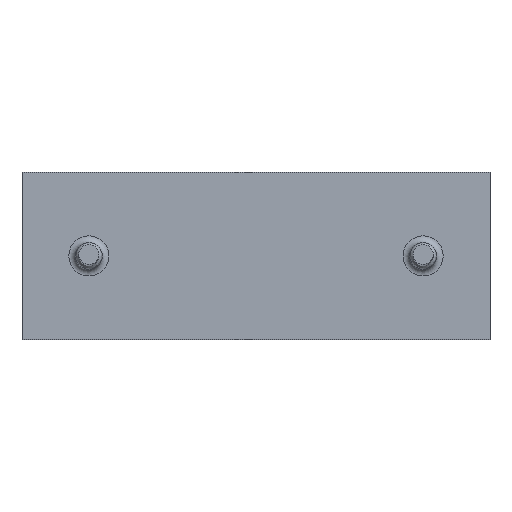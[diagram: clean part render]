
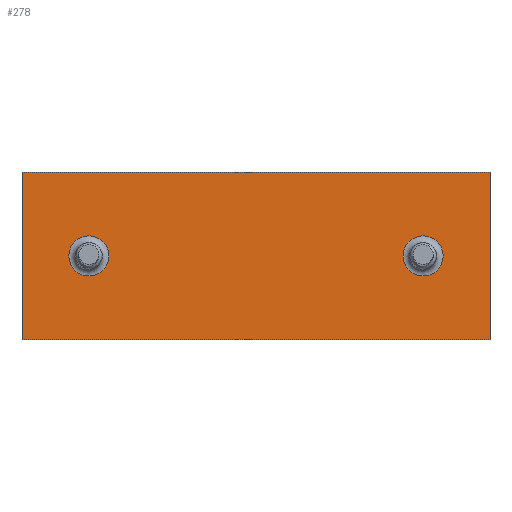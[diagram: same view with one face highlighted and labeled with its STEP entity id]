
A CAD part, top view. The second image highlights one B-rep face of the part: STEP entity #278.
In plain terms, the highlighted planar face has unit normal (0, 0, 1).
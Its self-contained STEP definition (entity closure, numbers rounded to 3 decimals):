
#52=FACE_BOUND('',#90,.T.);
#53=FACE_BOUND('',#91,.T.);
#60=PLANE('',#326);
#73=FACE_OUTER_BOUND('',#89,.T.);
#89=EDGE_LOOP('',(#227,#228,#229,#230));
#90=EDGE_LOOP('',(#231));
#91=EDGE_LOOP('',(#232));
#103=LINE('',#485,#119);
#104=LINE('',#487,#120);
#105=LINE('',#489,#121);
#106=LINE('',#490,#122);
#119=VECTOR('',#382,10.);
#120=VECTOR('',#383,10.);
#121=VECTOR('',#384,10.);
#122=VECTOR('',#385,10.);
#141=CIRCLE('',#325,0.6);
#142=CIRCLE('',#327,0.6);
#158=VERTEX_POINT('',#479);
#159=VERTEX_POINT('',#483);
#160=VERTEX_POINT('',#484);
#161=VERTEX_POINT('',#486);
#162=VERTEX_POINT('',#488);
#163=VERTEX_POINT('',#491);
#183=EDGE_CURVE('',#158,#158,#141,.T.);
#184=EDGE_CURVE('',#159,#160,#103,.T.);
#185=EDGE_CURVE('',#160,#161,#104,.T.);
#186=EDGE_CURVE('',#161,#162,#105,.T.);
#187=EDGE_CURVE('',#162,#159,#106,.T.);
#188=EDGE_CURVE('',#163,#163,#142,.T.);
#227=ORIENTED_EDGE('',*,*,#184,.T.);
#228=ORIENTED_EDGE('',*,*,#185,.T.);
#229=ORIENTED_EDGE('',*,*,#186,.T.);
#230=ORIENTED_EDGE('',*,*,#187,.T.);
#231=ORIENTED_EDGE('',*,*,#188,.F.);
#232=ORIENTED_EDGE('',*,*,#183,.F.);
#278=ADVANCED_FACE('',(#73,#52,#53),#60,.T.);
#325=AXIS2_PLACEMENT_3D('',#481,#378,#379);
#326=AXIS2_PLACEMENT_3D('',#482,#380,#381);
#327=AXIS2_PLACEMENT_3D('',#492,#386,#387);
#378=DIRECTION('center_axis',(0.,0.,1.));
#379=DIRECTION('ref_axis',(-1.,0.,0.));
#380=DIRECTION('center_axis',(0.,0.,1.));
#381=DIRECTION('ref_axis',(1.,0.,0.));
#382=DIRECTION('',(0.,1.,0.));
#383=DIRECTION('',(-1.,0.,0.));
#384=DIRECTION('',(0.,-1.,0.));
#385=DIRECTION('',(1.,0.,0.));
#386=DIRECTION('center_axis',(0.,0.,1.));
#387=DIRECTION('ref_axis',(-1.,0.,0.));
#479=CARTESIAN_POINT('',(2.6,2.5,1.5));
#481=CARTESIAN_POINT('Origin',(2.,2.5,1.5));
#482=CARTESIAN_POINT('Origin',(7.,2.5,1.5));
#483=CARTESIAN_POINT('',(14.,0.,1.5));
#484=CARTESIAN_POINT('',(14.,5.,1.5));
#485=CARTESIAN_POINT('',(14.,0.,1.5));
#486=CARTESIAN_POINT('',(0.,5.,1.5));
#487=CARTESIAN_POINT('',(14.,5.,1.5));
#488=CARTESIAN_POINT('',(0.,0.,1.5));
#489=CARTESIAN_POINT('',(0.,5.,1.5));
#490=CARTESIAN_POINT('',(0.,0.,1.5));
#491=CARTESIAN_POINT('',(12.6,2.5,1.5));
#492=CARTESIAN_POINT('Origin',(12.,2.5,1.5));
